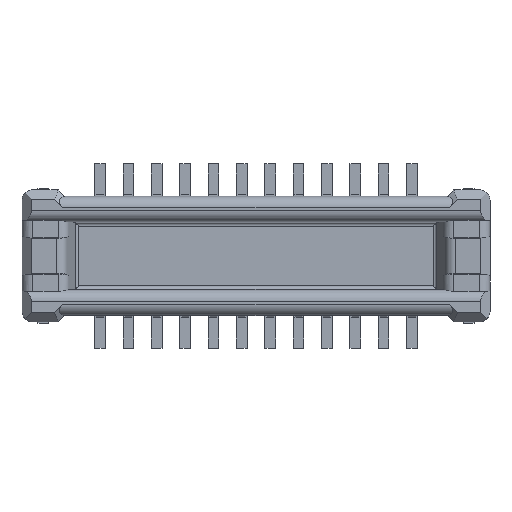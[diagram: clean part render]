
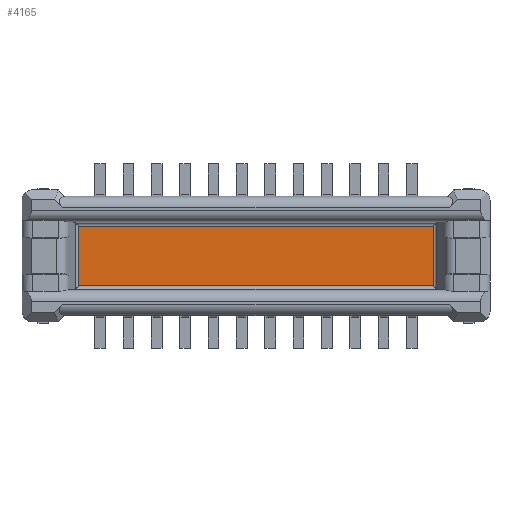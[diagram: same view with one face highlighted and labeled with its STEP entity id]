
A CAD part, top view. The second image highlights one B-rep face of the part: STEP entity #4165.
In plain terms, the highlighted planar face has unit normal (0, 0, 1).
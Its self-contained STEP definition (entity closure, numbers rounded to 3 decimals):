
#3537 = ORIENTED_EDGE ( 'NONE', *, *, #8740, .F. ) ;
#3549 = VERTEX_POINT ( 'NONE', #10188 ) ;
#3575 = ORIENTED_EDGE ( 'NONE', *, *, #3652, .T. ) ;
#3587 = VERTEX_POINT ( 'NONE', #10253 ) ;
#3607 = VERTEX_POINT ( 'NONE', #10283 ) ;
#3637 = VERTEX_POINT ( 'NONE', #10361 ) ;
#3644 = EDGE_CURVE ( 'NONE', #3549, #3587, #10348, .T. ) ;
#3645 = ORIENTED_EDGE ( 'NONE', *, *, #3644, .F. ) ;
#3652 = EDGE_CURVE ( 'NONE', #3607, #3587, #10340, .T. ) ;
#3672 = EDGE_LOOP ( 'NONE', ( #3676, #3575, #3645, #3537 ) ) ;
#3676 = ORIENTED_EDGE ( 'NONE', *, *, #3682, .T. ) ;
#3682 = EDGE_CURVE ( 'NONE', #3637, #3607, #10403, .T. ) ;
#4165 = ADVANCED_FACE ( 'NONE', ( #11170 ), #11169, .F. ) ;
#8740 = EDGE_CURVE ( 'NONE', #3637, #3549, #11809, .T. ) ;
#10188 = CARTESIAN_POINT ( 'NONE',  ( 2.5, 0.421, 0.2 ) ) ;
#10253 = CARTESIAN_POINT ( 'NONE',  ( 2.5, -0.421, 0.2 ) ) ;
#10283 = CARTESIAN_POINT ( 'NONE',  ( -2.5, -0.421, 0.2 ) ) ;
#10337 = DIRECTION ( 'NONE',  ( 1., 0., 0. ) ) ;
#10338 = VECTOR ( 'NONE', #10337, 1000. ) ;
#10339 = CARTESIAN_POINT ( 'NONE',  ( -2.4, -0.421, 0.2 ) ) ;
#10340 = LINE ( 'NONE', #10339, #10338 ) ;
#10345 = DIRECTION ( 'NONE',  ( 0., -1., 0. ) ) ;
#10346 = VECTOR ( 'NONE', #10345, 1000. ) ;
#10347 = CARTESIAN_POINT ( 'NONE',  ( 2.5, -0.47, 0.2 ) ) ;
#10348 = LINE ( 'NONE', #10347, #10346 ) ;
#10361 = CARTESIAN_POINT ( 'NONE',  ( -2.5, 0.421, 0.2 ) ) ;
#10400 = DIRECTION ( 'NONE',  ( 0., -1., 0. ) ) ;
#10401 = VECTOR ( 'NONE', #10400, 1000. ) ;
#10402 = CARTESIAN_POINT ( 'NONE',  ( -2.5, -0.47, 0.2 ) ) ;
#10403 = LINE ( 'NONE', #10402, #10401 ) ;
#11165 = DIRECTION ( 'NONE',  ( -1., 0., 0. ) ) ;
#11166 = DIRECTION ( 'NONE',  ( 0., 0., -1. ) ) ;
#11167 = CARTESIAN_POINT ( 'NONE',  ( -2.55, -0.48, 0.2 ) ) ;
#11168 = AXIS2_PLACEMENT_3D ( 'NONE', #11167, #11166, #11165 ) ;
#11169 = PLANE ( 'NONE',  #11168 ) ;
#11170 = FACE_OUTER_BOUND ( 'NONE', #3672, .T. ) ;
#11806 = DIRECTION ( 'NONE',  ( 1., 0., 0. ) ) ;
#11807 = VECTOR ( 'NONE', #11806, 1000. ) ;
#11808 = CARTESIAN_POINT ( 'NONE',  ( -2.4, 0.421, 0.2 ) ) ;
#11809 = LINE ( 'NONE', #11808, #11807 ) ;
